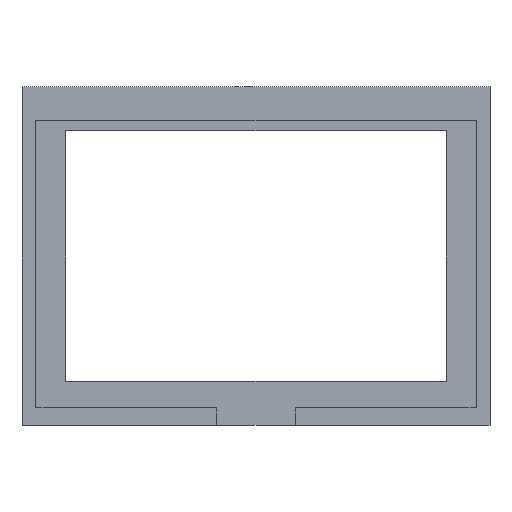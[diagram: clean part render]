
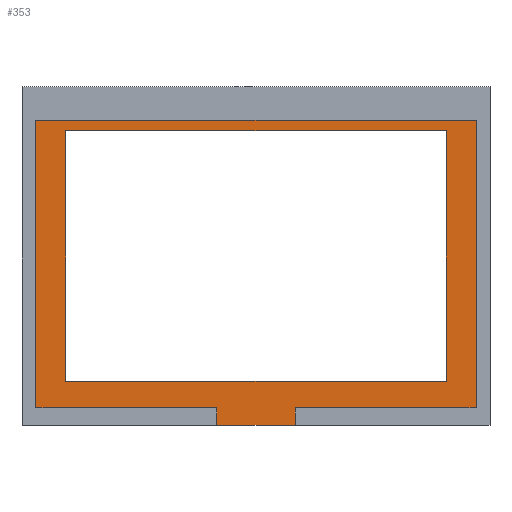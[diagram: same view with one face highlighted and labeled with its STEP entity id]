
A CAD part, top view. The second image highlights one B-rep face of the part: STEP entity #353.
In plain terms, the highlighted planar face has unit normal (0, 0, 1).
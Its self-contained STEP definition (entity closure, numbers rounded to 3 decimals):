
#15=FACE_BOUND('',#44,.T.);
#25=FACE_OUTER_BOUND('',#43,.T.);
#43=EDGE_LOOP('',(#271,#272,#273,#274,#275,#276,#277,#278));
#44=EDGE_LOOP('',(#279,#280,#281,#282));
#55=LINE('',#485,#103);
#59=LINE('',#493,#107);
#62=LINE('',#500,#110);
#66=LINE('',#508,#114);
#69=LINE('',#514,#117);
#72=LINE('',#520,#120);
#75=LINE('',#525,#123);
#82=LINE('',#538,#130);
#83=LINE('',#541,#131);
#84=LINE('',#543,#132);
#85=LINE('',#545,#133);
#86=LINE('',#546,#134);
#103=VECTOR('',#399,10.);
#107=VECTOR('',#405,10.);
#110=VECTOR('',#410,10.);
#114=VECTOR('',#416,10.);
#117=VECTOR('',#421,10.);
#120=VECTOR('',#426,10.);
#123=VECTOR('',#431,10.);
#130=VECTOR('',#442,10.);
#131=VECTOR('',#443,10.);
#132=VECTOR('',#444,10.);
#133=VECTOR('',#445,10.);
#134=VECTOR('',#446,10.);
#151=VERTEX_POINT('',#483);
#152=VERTEX_POINT('',#484);
#155=VERTEX_POINT('',#492);
#157=VERTEX_POINT('',#498);
#158=VERTEX_POINT('',#499);
#161=VERTEX_POINT('',#507);
#163=VERTEX_POINT('',#513);
#165=VERTEX_POINT('',#519);
#171=VERTEX_POINT('',#539);
#172=VERTEX_POINT('',#540);
#173=VERTEX_POINT('',#542);
#174=VERTEX_POINT('',#544);
#183=EDGE_CURVE('',#151,#152,#55,.T.);
#187=EDGE_CURVE('',#152,#155,#59,.T.);
#190=EDGE_CURVE('',#157,#158,#62,.T.);
#194=EDGE_CURVE('',#158,#161,#66,.T.);
#197=EDGE_CURVE('',#161,#163,#69,.T.);
#200=EDGE_CURVE('',#163,#165,#72,.T.);
#203=EDGE_CURVE('',#165,#151,#75,.T.);
#210=EDGE_CURVE('',#155,#157,#82,.T.);
#211=EDGE_CURVE('',#171,#172,#83,.T.);
#212=EDGE_CURVE('',#172,#173,#84,.T.);
#213=EDGE_CURVE('',#173,#174,#85,.T.);
#214=EDGE_CURVE('',#174,#171,#86,.T.);
#271=ORIENTED_EDGE('',*,*,#190,.T.);
#272=ORIENTED_EDGE('',*,*,#194,.T.);
#273=ORIENTED_EDGE('',*,*,#197,.T.);
#274=ORIENTED_EDGE('',*,*,#200,.T.);
#275=ORIENTED_EDGE('',*,*,#203,.T.);
#276=ORIENTED_EDGE('',*,*,#183,.T.);
#277=ORIENTED_EDGE('',*,*,#187,.T.);
#278=ORIENTED_EDGE('',*,*,#210,.T.);
#279=ORIENTED_EDGE('',*,*,#211,.T.);
#280=ORIENTED_EDGE('',*,*,#212,.T.);
#281=ORIENTED_EDGE('',*,*,#213,.T.);
#282=ORIENTED_EDGE('',*,*,#214,.T.);
#335=PLANE('',#385);
#353=ADVANCED_FACE('',(#25,#15),#335,.T.);
#385=AXIS2_PLACEMENT_3D('',#537,#440,#441);
#399=DIRECTION('',(1.,0.,0.));
#405=DIRECTION('',(0.,-1.,0.));
#410=DIRECTION('',(0.,1.,0.));
#416=DIRECTION('',(1.,0.,0.));
#421=DIRECTION('',(0.,1.,0.));
#426=DIRECTION('',(-1.,0.,0.));
#431=DIRECTION('',(0.,-1.,0.));
#440=DIRECTION('center_axis',(0.,0.,1.));
#441=DIRECTION('ref_axis',(1.,0.,0.));
#442=DIRECTION('',(1.,0.,0.));
#443=DIRECTION('',(0.,-1.,0.));
#444=DIRECTION('',(-1.,0.,0.));
#445=DIRECTION('',(0.,1.,0.));
#446=DIRECTION('',(1.,0.,0.));
#483=CARTESIAN_POINT('',(12.9,14.26,9.2));
#484=CARTESIAN_POINT('',(82.9,14.26,9.2));
#485=CARTESIAN_POINT('',(90.45,14.26,9.2));
#492=CARTESIAN_POINT('',(82.9,7.5,9.2));
#493=CARTESIAN_POINT('',(82.9,40.25,9.2));
#498=CARTESIAN_POINT('',(113.1,7.5,9.2));
#499=CARTESIAN_POINT('',(113.1,14.26,9.2));
#500=CARTESIAN_POINT('',(113.1,43.63,9.2));
#507=CARTESIAN_POINT('',(183.1,14.26,9.2));
#508=CARTESIAN_POINT('',(140.55,14.26,9.2));
#513=CARTESIAN_POINT('',(183.1,125.46,9.2));
#514=CARTESIAN_POINT('',(183.1,99.23,9.2));
#519=CARTESIAN_POINT('',(12.9,125.46,9.2));
#520=CARTESIAN_POINT('',(55.45,125.46,9.2));
#525=CARTESIAN_POINT('',(12.9,43.63,9.2));
#537=CARTESIAN_POINT('Origin',(98.,73.,9.2));
#538=CARTESIAN_POINT('',(7.5,7.5,9.2));
#539=CARTESIAN_POINT('',(171.5,121.5,9.2));
#540=CARTESIAN_POINT('',(171.5,24.5,9.2));
#541=CARTESIAN_POINT('',(171.5,24.5,9.2));
#542=CARTESIAN_POINT('',(24.5,24.5,9.2));
#543=CARTESIAN_POINT('',(24.5,24.5,9.2));
#544=CARTESIAN_POINT('',(24.5,121.5,9.2));
#545=CARTESIAN_POINT('',(24.5,121.5,9.2));
#546=CARTESIAN_POINT('',(171.5,121.5,9.2));
